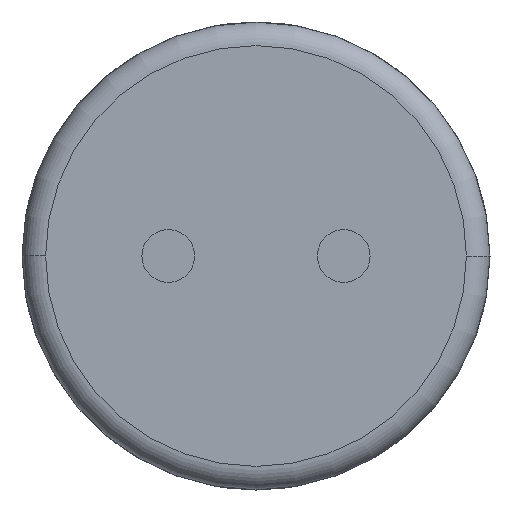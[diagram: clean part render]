
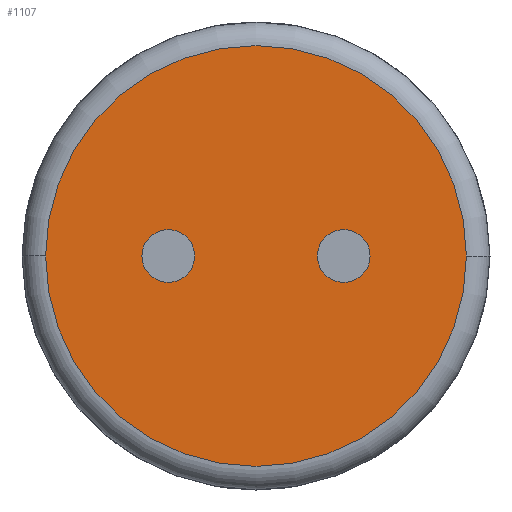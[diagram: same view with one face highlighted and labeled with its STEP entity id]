
A CAD part, front view. The second image highlights one B-rep face of the part: STEP entity #1107.
In plain terms, the highlighted planar face has unit normal (0, -1, 0).
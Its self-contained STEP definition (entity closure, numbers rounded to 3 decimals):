
#5 = DIRECTION ( 'NONE',  ( 0., -1., 0. ) ) ;
#10 = AXIS2_PLACEMENT_3D ( 'NONE', #647, #120, #1002 ) ;
#29 = PLANE ( 'NONE',  #10 ) ;
#31 = VERTEX_POINT ( 'NONE', #867 ) ;
#38 = CARTESIAN_POINT ( 'NONE',  ( 0.75, 0., 0. ) ) ;
#40 = AXIS2_PLACEMENT_3D ( 'NONE', #38, #674, #1095 ) ;
#47 = ORIENTED_EDGE ( 'NONE', *, *, #841, .T. ) ;
#82 = EDGE_CURVE ( 'NONE', #601, #1019, #309, .T. ) ;
#116 = CARTESIAN_POINT ( 'NONE',  ( -0.75, 0., -0.225 ) ) ;
#120 = DIRECTION ( 'NONE',  ( 0., -1., 0. ) ) ;
#131 = ORIENTED_EDGE ( 'NONE', *, *, #571, .F. ) ;
#154 = CIRCLE ( 'NONE', #961, 0.225 ) ;
#190 = DIRECTION ( 'NONE',  ( 1., 0., 0. ) ) ;
#209 = DIRECTION ( 'NONE',  ( 1., 0., 0. ) ) ;
#218 = CIRCLE ( 'NONE', #40, 0.225 ) ;
#242 = ORIENTED_EDGE ( 'NONE', *, *, #438, .F. ) ;
#254 = EDGE_CURVE ( 'NONE', #31, #1052, #698, .T. ) ;
#287 = FACE_BOUND ( 'NONE', #928, .T. ) ;
#309 = CIRCLE ( 'NONE', #1061, 1.798 ) ;
#320 = DIRECTION ( 'NONE',  ( 1., 0., 0. ) ) ;
#337 = EDGE_LOOP ( 'NONE', ( #47, #388 ) ) ;
#346 = DIRECTION ( 'NONE',  ( 1., 0., 0. ) ) ;
#388 = ORIENTED_EDGE ( 'NONE', *, *, #82, .T. ) ;
#392 = CARTESIAN_POINT ( 'NONE',  ( 0.75, 0., 0.225 ) ) ;
#438 = EDGE_CURVE ( 'NONE', #935, #794, #154, .T. ) ;
#471 = DIRECTION ( 'NONE',  ( 0., -1., 0. ) ) ;
#476 = FACE_BOUND ( 'NONE', #1126, .T. ) ;
#571 = EDGE_CURVE ( 'NONE', #1052, #31, #218, .T. ) ;
#573 = CARTESIAN_POINT ( 'NONE',  ( 0.75, 0., 0. ) ) ;
#589 = CARTESIAN_POINT ( 'NONE',  ( -0.75, 0., 0.225 ) ) ;
#601 = VERTEX_POINT ( 'NONE', #868 ) ;
#630 = CARTESIAN_POINT ( 'NONE',  ( -0.75, 0., 0. ) ) ;
#647 = CARTESIAN_POINT ( 'NONE',  ( 0., 0., 0. ) ) ;
#667 = CIRCLE ( 'NONE', #974, 0.225 ) ;
#674 = DIRECTION ( 'NONE',  ( 0., -1., 0. ) ) ;
#677 = AXIS2_PLACEMENT_3D ( 'NONE', #573, #678, #684 ) ;
#678 = DIRECTION ( 'NONE',  ( 0., -1., 0. ) ) ;
#682 = CARTESIAN_POINT ( 'NONE',  ( 1.798, 0., 0. ) ) ;
#684 = DIRECTION ( 'NONE',  ( 1., 0., 0. ) ) ;
#698 = CIRCLE ( 'NONE', #677, 0.225 ) ;
#742 = CIRCLE ( 'NONE', #1077, 1.798 ) ;
#763 = ORIENTED_EDGE ( 'NONE', *, *, #254, .F. ) ;
#794 = VERTEX_POINT ( 'NONE', #589 ) ;
#840 = FACE_OUTER_BOUND ( 'NONE', #337, .T. ) ;
#841 = EDGE_CURVE ( 'NONE', #1019, #601, #742, .T. ) ;
#843 = ORIENTED_EDGE ( 'NONE', *, *, #972, .F. ) ;
#867 = CARTESIAN_POINT ( 'NONE',  ( 0.75, 0., -0.225 ) ) ;
#868 = CARTESIAN_POINT ( 'NONE',  ( -1.798, 0., 0. ) ) ;
#873 = CARTESIAN_POINT ( 'NONE',  ( 0., 0., 0. ) ) ;
#913 = CARTESIAN_POINT ( 'NONE',  ( 0., 0., 0. ) ) ;
#928 = EDGE_LOOP ( 'NONE', ( #131, #763 ) ) ;
#935 = VERTEX_POINT ( 'NONE', #116 ) ;
#961 = AXIS2_PLACEMENT_3D ( 'NONE', #630, #976, #190 ) ;
#964 = DIRECTION ( 'NONE',  ( 0., -1., 0. ) ) ;
#972 = EDGE_CURVE ( 'NONE', #794, #935, #667, .T. ) ;
#974 = AXIS2_PLACEMENT_3D ( 'NONE', #1033, #471, #209 ) ;
#976 = DIRECTION ( 'NONE',  ( 0., -1., 0. ) ) ;
#1002 = DIRECTION ( 'NONE',  ( 1., 0., 0. ) ) ;
#1019 = VERTEX_POINT ( 'NONE', #682 ) ;
#1033 = CARTESIAN_POINT ( 'NONE',  ( -0.75, 0., 0. ) ) ;
#1052 = VERTEX_POINT ( 'NONE', #392 ) ;
#1061 = AXIS2_PLACEMENT_3D ( 'NONE', #873, #964, #320 ) ;
#1077 = AXIS2_PLACEMENT_3D ( 'NONE', #913, #5, #346 ) ;
#1095 = DIRECTION ( 'NONE',  ( 1., 0., 0. ) ) ;
#1107 = ADVANCED_FACE ( 'NONE', ( #476, #840, #287 ), #29, .T. ) ;
#1126 = EDGE_LOOP ( 'NONE', ( #843, #242 ) ) ;
